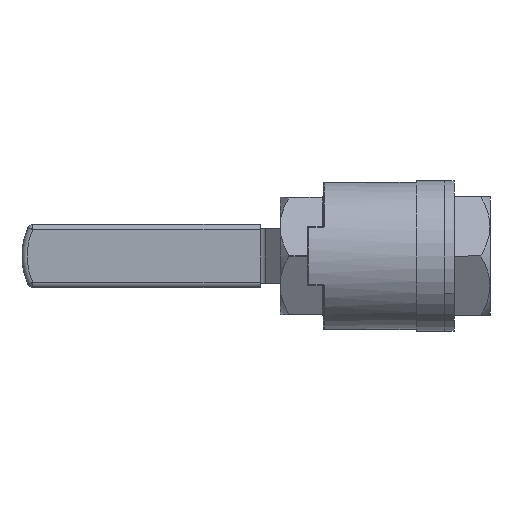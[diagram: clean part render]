
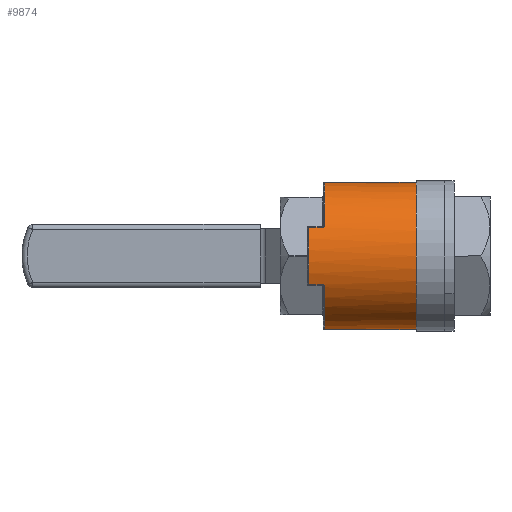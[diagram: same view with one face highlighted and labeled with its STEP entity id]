
A CAD part, front view. The second image highlights one B-rep face of the part: STEP entity #9874.
In plain terms, the highlighted cylindrical face has radius 43.739 mm (diameter 87.478 mm), a partial arc.
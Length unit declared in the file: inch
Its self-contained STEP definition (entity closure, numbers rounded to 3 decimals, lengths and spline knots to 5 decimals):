
#37 = DIRECTION ( 'NONE',  ( -1., 0., 0. ) ) ;
#64 = CARTESIAN_POINT ( 'NONE',  ( 0.02375, -1.57263, -0.70152 ) ) ;
#283 = DIRECTION ( 'NONE',  ( 1., 0., 0. ) ) ;
#303 = ORIENTED_EDGE ( 'NONE', *, *, #2871, .F. ) ;
#328 = EDGE_CURVE ( 'NONE', #8494, #8242, #3834, .T. ) ;
#340 = VERTEX_POINT ( 'NONE', #5466 ) ;
#357 = DIRECTION ( 'NONE',  ( 1., 0., 0. ) ) ;
#367 = ORIENTED_EDGE ( 'NONE', *, *, #9614, .F. ) ;
#533 = CIRCLE ( 'NONE', #5573, 1.722 ) ;
#555 = CARTESIAN_POINT ( 'NONE',  ( -0.02687, -1.58699, 0.66838 ) ) ;
#737 = CARTESIAN_POINT ( 'NONE',  ( 0.01948, -1.57569, -0.69463 ) ) ;
#876 = VECTOR ( 'NONE', #37, 39.37008 ) ;
#902 = CARTESIAN_POINT ( 'NONE',  ( 0.02985, -1.56593, 0.71638 ) ) ;
#913 = CARTESIAN_POINT ( 'NONE',  ( -0.34375, -1.58699, -0.66838 ) ) ;
#1158 = CYLINDRICAL_SURFACE ( 'NONE', #6984, 1.722 ) ;
#1178 = DIRECTION ( 'NONE',  ( 0., 0., -1. ) ) ;
#1424 = CARTESIAN_POINT ( 'NONE',  ( 2.168, 0., -1.722 ) ) ;
#1548 = VERTEX_POINT ( 'NONE', #6295 ) ;
#1586 = VERTEX_POINT ( 'NONE', #5536 ) ;
#1648 = CARTESIAN_POINT ( 'NONE',  ( 0.02981, -1.56598, -0.71629 ) ) ;
#1693 = EDGE_CURVE ( 'NONE', #8242, #5551, #5851, .T. ) ;
#1709 = VECTOR ( 'NONE', #5014, 39.37008 ) ;
#1780 = EDGE_LOOP ( 'NONE', ( #5663, #303, #2345, #3784, #367, #8251, #4164, #10038, #7866, #9710 ) ) ;
#1785 = CARTESIAN_POINT ( 'NONE',  ( 0.03125, 0., 0. ) ) ;
#1932 = AXIS2_PLACEMENT_3D ( 'NONE', #5586, #2459, #3241 ) ;
#2129 = CARTESIAN_POINT ( 'NONE',  ( -0.01405, -1.58602, 0.67068 ) ) ;
#2185 = LINE ( 'NONE', #1424, #5189 ) ;
#2262 = CARTESIAN_POINT ( 'NONE',  ( -0.01003, -1.58546, -0.672 ) ) ;
#2268 = CARTESIAN_POINT ( 'NONE',  ( 0.00153, -1.58305, 0.67767 ) ) ;
#2345 = ORIENTED_EDGE ( 'NONE', *, *, #6884, .T. ) ;
#2365 = CARTESIAN_POINT ( 'NONE',  ( 0.01986, -1.57577, 0.69446 ) ) ;
#2459 = DIRECTION ( 'NONE',  ( 1., 0., 0. ) ) ;
#2465 = CARTESIAN_POINT ( 'NONE',  ( 0.03125, 0., -1.722 ) ) ;
#2466 = CARTESIAN_POINT ( 'NONE',  ( -0.34375, -1.58699, 0.66838 ) ) ;
#2541 = AXIS2_PLACEMENT_3D ( 'NONE', #7274, #283, #3408 ) ;
#2871 = EDGE_CURVE ( 'NONE', #9641, #4910, #7755, .T. ) ;
#3000 = DIRECTION ( 'NONE',  ( -1., 0., 0. ) ) ;
#3209 = DIRECTION ( 'NONE',  ( 1., 0., 0. ) ) ;
#3215 = CARTESIAN_POINT ( 'NONE',  ( 2.168, -1.58699, 0.66838 ) ) ;
#3241 = DIRECTION ( 'NONE',  ( 0., 0., 1. ) ) ;
#3243 = CARTESIAN_POINT ( 'NONE',  ( 0.03125, -1.55866, 0.73203 ) ) ;
#3408 = DIRECTION ( 'NONE',  ( 0., 0., -1. ) ) ;
#3671 = CARTESIAN_POINT ( 'NONE',  ( -0.02248, -1.58679, 0.66886 ) ) ;
#3784 = ORIENTED_EDGE ( 'NONE', *, *, #5517, .T. ) ;
#3800 = VECTOR ( 'NONE', #3000, 39.37008 ) ;
#3816 = CARTESIAN_POINT ( 'NONE',  ( 0.0083, -1.58095, 0.68256 ) ) ;
#3834 = LINE ( 'NONE', #3215, #876 ) ;
#3968 = CARTESIAN_POINT ( 'NONE',  ( 0.0114, -1.57976, 0.68531 ) ) ;
#4014 = CARTESIAN_POINT ( 'NONE',  ( 0.00859, -1.58108, -0.68229 ) ) ;
#4164 = ORIENTED_EDGE ( 'NONE', *, *, #1693, .T. ) ;
#4263 = LINE ( 'NONE', #7257, #1709 ) ;
#4306 = B_SPLINE_CURVE_WITH_KNOTS ( 'NONE', 3,
 ( #4717, #6959, #1648, #4620, #64, #737, #6157, #4014, #9263, #2262, #7821, #7061, #6914, #5392 ),
 .UNSPECIFIED., .F., .F.,
 ( 4, 2, 2, 2, 2, 2, 4 ),
 ( 0., 0.00066, 0.00099, 0.00132, 0.00198, 0.00231, 0.00263 ),
 .UNSPECIFIED. ) ;
#4620 = CARTESIAN_POINT ( 'NONE',  ( 0.02552, -1.57102, -0.70511 ) ) ;
#4717 = CARTESIAN_POINT ( 'NONE',  ( 0.03125, -1.55866, -0.73203 ) ) ;
#4894 = EDGE_CURVE ( 'NONE', #340, #1586, #4306, .T. ) ;
#4897 = VERTEX_POINT ( 'NONE', #3243 ) ;
#4910 = VERTEX_POINT ( 'NONE', #8480 ) ;
#5014 = DIRECTION ( 'NONE',  ( 1., 0., 0. ) ) ;
#5146 = LINE ( 'NONE', #8244, #3800 ) ;
#5188 = B_SPLINE_CURVE_WITH_KNOTS ( 'NONE', 3,
 ( #6022, #555, #3671, #2129, #5254, #8400, #2268, #3816, #3968, #2365, #7684, #902, #8646, #9464 ),
 .UNSPECIFIED., .F., .F.,
 ( 4, 2, 2, 2, 2, 2, 4 ),
 ( 0., 0.00033, 0.00067, 0.001, 0.00133, 0.002, 0.00266 ),
 .UNSPECIFIED. ) ;
#5189 = VECTOR ( 'NONE', #5311, 39.37008 ) ;
#5254 = CARTESIAN_POINT ( 'NONE',  ( -0.00999, -1.58546, 0.67202 ) ) ;
#5311 = DIRECTION ( 'NONE',  ( -1., 0., 0. ) ) ;
#5392 = CARTESIAN_POINT ( 'NONE',  ( -0.03125, -1.58699, -0.66838 ) ) ;
#5466 = CARTESIAN_POINT ( 'NONE',  ( 0.03125, -1.55866, -0.73203 ) ) ;
#5517 = EDGE_CURVE ( 'NONE', #1548, #4897, #533, .T. ) ;
#5536 = CARTESIAN_POINT ( 'NONE',  ( -0.03125, -1.58699, -0.66838 ) ) ;
#5551 = VERTEX_POINT ( 'NONE', #913 ) ;
#5573 = AXIS2_PLACEMENT_3D ( 'NONE', #7787, #3209, #6315 ) ;
#5586 = CARTESIAN_POINT ( 'NONE',  ( -0.34375, 0., 0. ) ) ;
#5663 = ORIENTED_EDGE ( 'NONE', *, *, #9103, .F. ) ;
#5851 = CIRCLE ( 'NONE', #1932, 1.722 ) ;
#6022 = CARTESIAN_POINT ( 'NONE',  ( -0.03125, -1.58699, 0.66838 ) ) ;
#6157 = CARTESIAN_POINT ( 'NONE',  ( 0.01698, -1.57714, -0.69133 ) ) ;
#6295 = CARTESIAN_POINT ( 'NONE',  ( 0.03125, 0., 1.722 ) ) ;
#6315 = DIRECTION ( 'NONE',  ( 0., 0., -1. ) ) ;
#6515 = CARTESIAN_POINT ( 'NONE',  ( 2.168, 0., 0. ) ) ;
#6884 = EDGE_CURVE ( 'NONE', #9641, #1548, #5146, .T. ) ;
#6914 = CARTESIAN_POINT ( 'NONE',  ( -0.02688, -1.58699, -0.66838 ) ) ;
#6959 = CARTESIAN_POINT ( 'NONE',  ( 0.03125, -1.56236, -0.72414 ) ) ;
#6984 = AXIS2_PLACEMENT_3D ( 'NONE', #6515, #8750, #8858 ) ;
#7061 = CARTESIAN_POINT ( 'NONE',  ( -0.02259, -1.5868, -0.66884 ) ) ;
#7068 = CARTESIAN_POINT ( 'NONE',  ( 2.168, 0., 1.722 ) ) ;
#7123 = VERTEX_POINT ( 'NONE', #2465 ) ;
#7257 = CARTESIAN_POINT ( 'NONE',  ( 2.168, -1.58699, -0.66838 ) ) ;
#7274 = CARTESIAN_POINT ( 'NONE',  ( 2.168, 0., 0. ) ) ;
#7684 = CARTESIAN_POINT ( 'NONE',  ( 0.02409, -1.57272, 0.70137 ) ) ;
#7755 = CIRCLE ( 'NONE', #2541, 1.722 ) ;
#7787 = CARTESIAN_POINT ( 'NONE',  ( 0.03125, 0., 0. ) ) ;
#7821 = CARTESIAN_POINT ( 'NONE',  ( -0.01419, -1.58604, -0.67064 ) ) ;
#7866 = ORIENTED_EDGE ( 'NONE', *, *, #4894, .F. ) ;
#8136 = FACE_OUTER_BOUND ( 'NONE', #1780, .T. ) ;
#8242 = VERTEX_POINT ( 'NONE', #2466 ) ;
#8244 = CARTESIAN_POINT ( 'NONE',  ( 2.168, 0., 1.722 ) ) ;
#8251 = ORIENTED_EDGE ( 'NONE', *, *, #328, .T. ) ;
#8400 = CARTESIAN_POINT ( 'NONE',  ( -0.00219, -1.58397, 0.67551 ) ) ;
#8480 = CARTESIAN_POINT ( 'NONE',  ( 2.168, 0., -1.722 ) ) ;
#8494 = VERTEX_POINT ( 'NONE', #9925 ) ;
#8559 = EDGE_CURVE ( 'NONE', #5551, #1586, #4263, .T. ) ;
#8646 = CARTESIAN_POINT ( 'NONE',  ( 0.03125, -1.56237, 0.72413 ) ) ;
#8750 = DIRECTION ( 'NONE',  ( -1., 0., 0. ) ) ;
#8858 = DIRECTION ( 'NONE',  ( 0., 0., 1. ) ) ;
#8882 = EDGE_CURVE ( 'NONE', #340, #7123, #9419, .T. ) ;
#9103 = EDGE_CURVE ( 'NONE', #4910, #7123, #2185, .T. ) ;
#9248 = AXIS2_PLACEMENT_3D ( 'NONE', #1785, #357, #1178 ) ;
#9263 = CARTESIAN_POINT ( 'NONE',  ( 0.00163, -1.58325, -0.67721 ) ) ;
#9419 = CIRCLE ( 'NONE', #9248, 1.722 ) ;
#9464 = CARTESIAN_POINT ( 'NONE',  ( 0.03125, -1.55866, 0.73203 ) ) ;
#9614 = EDGE_CURVE ( 'NONE', #8494, #4897, #5188, .T. ) ;
#9641 = VERTEX_POINT ( 'NONE', #7068 ) ;
#9710 = ORIENTED_EDGE ( 'NONE', *, *, #8882, .T. ) ;
#9874 = ADVANCED_FACE ( 'NONE', ( #8136 ), #1158, .T. ) ;
#9925 = CARTESIAN_POINT ( 'NONE',  ( -0.03125, -1.58699, 0.66838 ) ) ;
#10038 = ORIENTED_EDGE ( 'NONE', *, *, #8559, .T. ) ;
